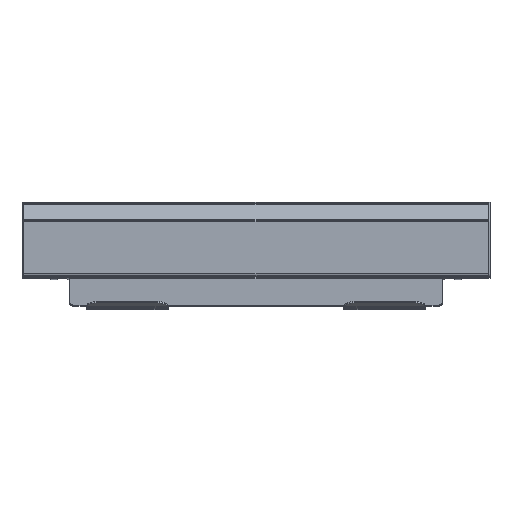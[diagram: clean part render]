
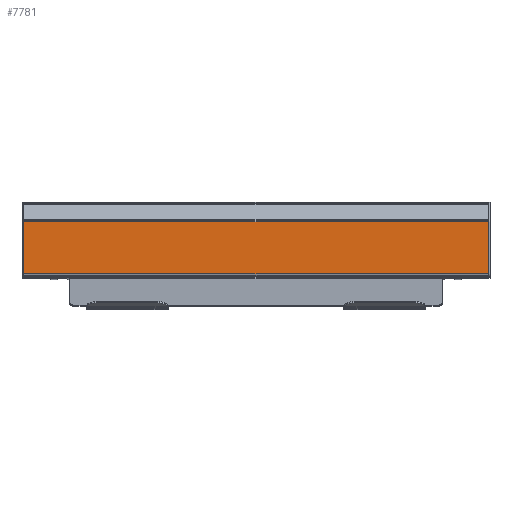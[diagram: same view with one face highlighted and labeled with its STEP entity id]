
A CAD part, top view. The second image highlights one B-rep face of the part: STEP entity #7781.
In plain terms, the highlighted planar face has unit normal (0, 0, 1).
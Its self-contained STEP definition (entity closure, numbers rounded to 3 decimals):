
#322 = DIRECTION ( 'NONE',  ( 0., -1., 0. ) ) ;
#688 = LINE ( 'NONE', #5277, #1916 ) ;
#828 = CARTESIAN_POINT ( 'NONE',  ( -227.5, -19.054, 343. ) ) ;
#1722 = DIRECTION ( 'NONE',  ( 0., -1., 0. ) ) ;
#1811 = ORIENTED_EDGE ( 'NONE', *, *, #12054, .T. ) ;
#1916 = VECTOR ( 'NONE', #1722, 1000. ) ;
#2306 = LINE ( 'NONE', #7112, #4236 ) ;
#3291 = CARTESIAN_POINT ( 'NONE',  ( -227.5, -19.054, 343. ) ) ;
#3563 = VERTEX_POINT ( 'NONE', #4084 ) ;
#4084 = CARTESIAN_POINT ( 'NONE',  ( -227.5, -19.054, 343. ) ) ;
#4236 = VECTOR ( 'NONE', #4736, 1000. ) ;
#4249 = CARTESIAN_POINT ( 'NONE',  ( 227.5, -19.054, 343. ) ) ;
#4736 = DIRECTION ( 'NONE',  ( 1., 0., 0. ) ) ;
#4915 = FACE_OUTER_BOUND ( 'NONE', #4998, .T. ) ;
#4998 = EDGE_LOOP ( 'NONE', ( #1811, #7839, #10740, #14428 ) ) ;
#5277 = CARTESIAN_POINT ( 'NONE',  ( 227.5, -19.054, 343. ) ) ;
#5481 = DIRECTION ( 'NONE',  ( 1., 0., 0. ) ) ;
#5760 = VECTOR ( 'NONE', #5481, 1000. ) ;
#7112 = CARTESIAN_POINT ( 'NONE',  ( -227.5, -69.906, 343. ) ) ;
#7369 = PLANE ( 'NONE',  #10728 ) ;
#7502 = EDGE_CURVE ( 'NONE', #3563, #8940, #10581, .T. ) ;
#7781 = ADVANCED_FACE ( 'NONE', ( #4915 ), #7369, .T. ) ;
#7839 = ORIENTED_EDGE ( 'NONE', *, *, #9139, .F. ) ;
#8940 = VERTEX_POINT ( 'NONE', #11044 ) ;
#9139 = EDGE_CURVE ( 'NONE', #14936, #10052, #688, .T. ) ;
#10052 = VERTEX_POINT ( 'NONE', #15087 ) ;
#10581 = LINE ( 'NONE', #3291, #13240 ) ;
#10728 = AXIS2_PLACEMENT_3D ( 'NONE', #12265, #12187, #322 ) ;
#10740 = ORIENTED_EDGE ( 'NONE', *, *, #13870, .F. ) ;
#11044 = CARTESIAN_POINT ( 'NONE',  ( -227.5, -69.906, 343. ) ) ;
#11656 = LINE ( 'NONE', #828, #5760 ) ;
#12054 = EDGE_CURVE ( 'NONE', #8940, #10052, #2306, .T. ) ;
#12187 = DIRECTION ( 'NONE',  ( 0., 0., 1. ) ) ;
#12265 = CARTESIAN_POINT ( 'NONE',  ( -227.5, -19.054, 343. ) ) ;
#12940 = DIRECTION ( 'NONE',  ( 0., -1., 0. ) ) ;
#13240 = VECTOR ( 'NONE', #12940, 1000. ) ;
#13870 = EDGE_CURVE ( 'NONE', #3563, #14936, #11656, .T. ) ;
#14428 = ORIENTED_EDGE ( 'NONE', *, *, #7502, .T. ) ;
#14936 = VERTEX_POINT ( 'NONE', #4249 ) ;
#15087 = CARTESIAN_POINT ( 'NONE',  ( 227.5, -69.906, 343. ) ) ;
